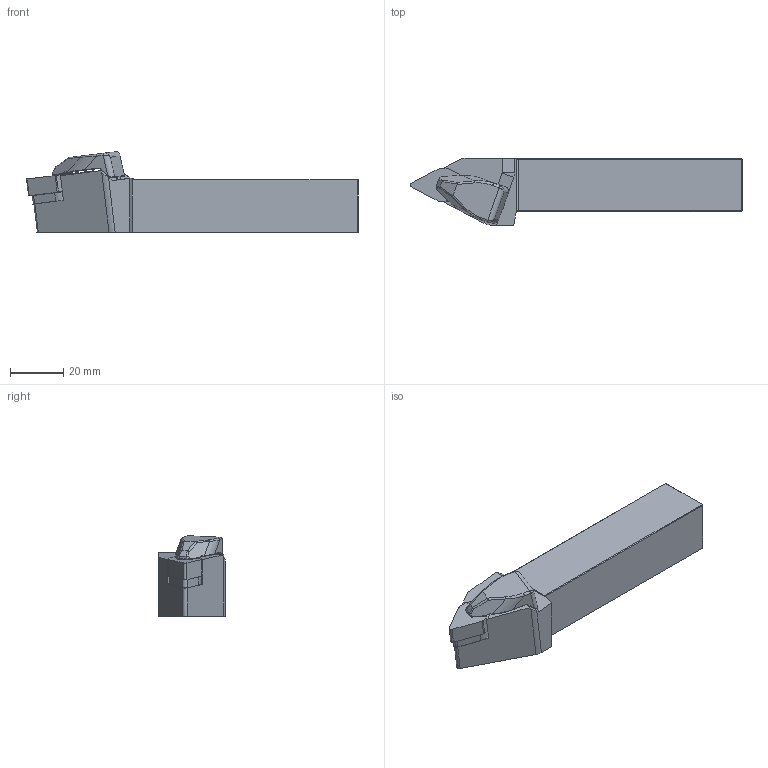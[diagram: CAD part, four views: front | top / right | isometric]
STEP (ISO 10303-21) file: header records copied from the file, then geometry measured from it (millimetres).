
FILE_DESCRIPTION(/* description */ (''),/* implementation_level */ '2;1');
FILE_NAME(/* name */ 'TDNNN-2020-K15.stp',/* time_stamp */ '2023-10-16T17:48:55+03:00',/* author */ (''),/* organization */ (''),/* preprocessor_version */ 'ST-DEVELOPER v19.4',/* originating_system */ 'SIEMENS PLM Software NX2306.3001',/* authorisation */ '');
FILE_SCHEMA (('AUTOMOTIVE_DESIGN { 1 0 10303 214 3 1 1 1 }'));
Length unit declared in the file: millimetre
Products named in the file (1): TDNNN-2020-K15
Bounding box: 125 x 25.2 x 30.29 mm (x, y, z)
Volume: 50002.8 mm3; surface area: 12170.8 mm2
Topology: 2 solids, 2 shells, 135 faces, 341 edges, 208 vertices
Faces by surface type: plane 58, cylinder 52, bspline 19, cone 2, torus 2, sphere 2
Full cylindrical faces by diameter (mm): 4.4 x1, 6.4 x1
Entity records: 4446 total; most frequent: CARTESIAN_POINT 1208, DIRECTION 688, ORIENTED_EDGE 668, EDGE_CURVE 334, AXIS2_PLACEMENT_3D 250, VERTEX_POINT 208, LINE 188, VECTOR 188
